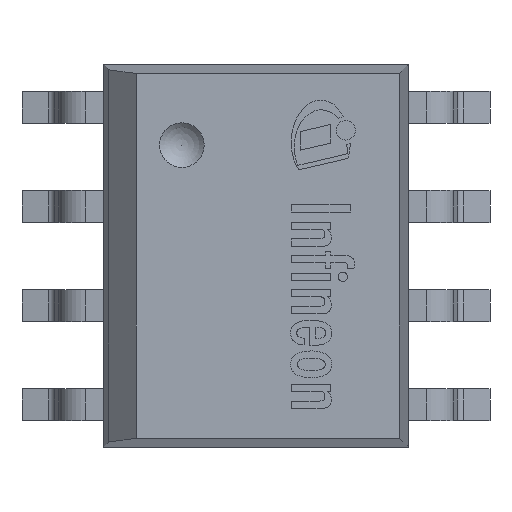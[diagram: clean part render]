
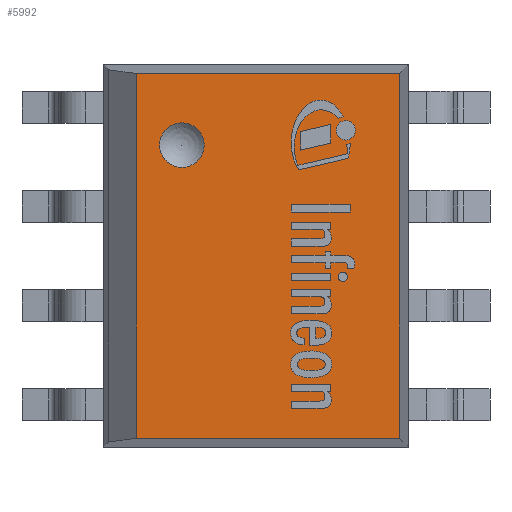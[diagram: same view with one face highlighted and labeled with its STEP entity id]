
A CAD part, top view. The second image highlights one B-rep face of the part: STEP entity #5992.
In plain terms, the highlighted planar face has unit normal (0, 0, 1).
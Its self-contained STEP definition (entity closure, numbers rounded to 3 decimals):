
#69=FACE_BOUND('',#636,.T.);
#77=PLANE('',#6374);
#282=FACE_OUTER_BOUND('',#635,.T.);
#635=EDGE_LOOP('',(#4040,#4041,#4042,#4043));
#636=EDGE_LOOP('',(#4044));
#991=LINE('',#8959,#1597);
#997=LINE('',#8972,#1603);
#1001=LINE('',#8978,#1607);
#1002=LINE('',#8979,#1608);
#1597=VECTOR('',#7039,1.);
#1603=VECTOR('',#7047,1.);
#1607=VECTOR('',#7055,1.);
#1608=VECTOR('',#7056,1.);
#2201=CIRCLE('',#6368,0.286);
#2504=VERTEX_POINT('',#8946);
#2508=VERTEX_POINT('',#8956);
#2509=VERTEX_POINT('',#8958);
#2514=VERTEX_POINT('',#8969);
#2515=VERTEX_POINT('',#8971);
#3112=EDGE_CURVE('',#2504,#2504,#2201,.T.);
#3116=EDGE_CURVE('',#2509,#2508,#991,.T.);
#3122=EDGE_CURVE('',#2515,#2514,#997,.T.);
#3126=EDGE_CURVE('',#2508,#2515,#1001,.T.);
#3127=EDGE_CURVE('',#2509,#2514,#1002,.T.);
#4040=ORIENTED_EDGE('',*,*,#3116,.T.);
#4041=ORIENTED_EDGE('',*,*,#3126,.T.);
#4042=ORIENTED_EDGE('',*,*,#3122,.T.);
#4043=ORIENTED_EDGE('',*,*,#3127,.F.);
#4044=ORIENTED_EDGE('',*,*,#3112,.T.);
#5992=ADVANCED_FACE('',(#282,#69),#77,.T.);
#6368=AXIS2_PLACEMENT_3D('',#8948,#7029,#7030);
#6374=AXIS2_PLACEMENT_3D('',#8977,#7053,#7054);
#7029=DIRECTION('center_axis',(0.,0.,
-1.));
#7030=DIRECTION('ref_axis',(0.,-1.,0.));
#7039=DIRECTION('',(-1.,0.,0.));
#7047=DIRECTION('',(1.,0.,0.));
#7053=DIRECTION('center_axis',(0.,0.,
1.));
#7054=DIRECTION('ref_axis',(0.,-1.,0.));
#7055=DIRECTION('',(0.,-1.,0.));
#7056=DIRECTION('',(0.,-1.,0.));
#8946=CARTESIAN_POINT('',(-0.95,1.706,1.7));
#8948=CARTESIAN_POINT('Origin',(-0.95,1.42,1.7));
#8956=CARTESIAN_POINT('',(-1.537,2.338,1.7));
#8958=CARTESIAN_POINT('',(1.838,2.338,1.7));
#8959=CARTESIAN_POINT('',(0.307,2.338,1.7));
#8969=CARTESIAN_POINT('',(1.838,-2.338,1.7));
#8971=CARTESIAN_POINT('',(-1.537,-2.338,1.7));
#8972=CARTESIAN_POINT('',(0.307,-2.338,1.7));
#8977=CARTESIAN_POINT('Origin',(-1.537,2.45,1.7));
#8978=CARTESIAN_POINT('',(-1.537,2.45,1.7));
#8979=CARTESIAN_POINT('',(1.838,2.45,1.7));
